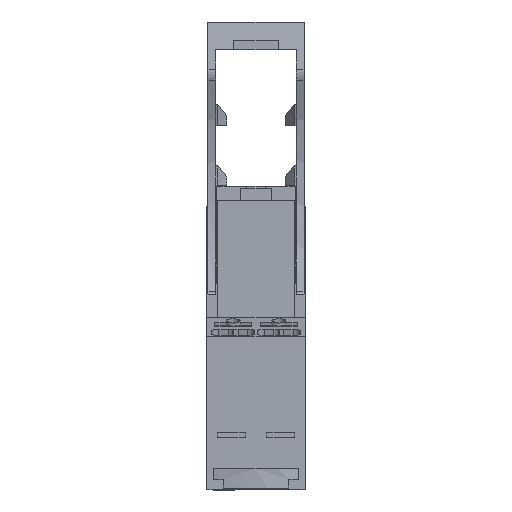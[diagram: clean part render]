
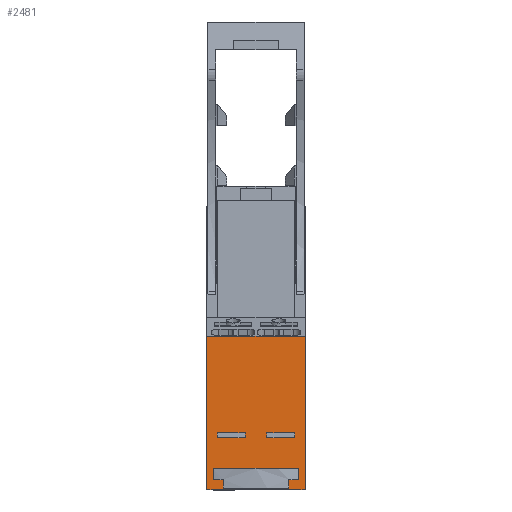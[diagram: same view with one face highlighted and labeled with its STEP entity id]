
A CAD part, front view. The second image highlights one B-rep face of the part: STEP entity #2481.
In plain terms, the highlighted planar face has unit normal (0, -1, 0).
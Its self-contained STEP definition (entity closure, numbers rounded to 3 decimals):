
#2297=AXIS2_PLACEMENT_3D('Plane Axis2P3D',#2294,#2295,#2296) ;
#217=CARTESIAN_POINT('Vertex',(0.,3.965,0.)) ;
#220=CARTESIAN_POINT('Line Origine',(0.,3.965,12.45)) ;
#224=CARTESIAN_POINT('Vertex',(0.,3.965,24.9)) ;
#2278=CARTESIAN_POINT('Vertex',(2.653,3.965,0.)) ;
#2281=CARTESIAN_POINT('Line Origine',(1.326,3.965,0.)) ;
#2294=CARTESIAN_POINT('Axis2P3D Location',(-0.15,3.965,24.9)) ;
#2299=CARTESIAN_POINT('Line Origine',(14.85,3.965,2.6)) ;
#2303=CARTESIAN_POINT('Vertex',(14.85,3.965,1.7)) ;
#2305=CARTESIAN_POINT('Vertex',(14.85,3.965,3.5)) ;
#2308=CARTESIAN_POINT('Line Origine',(14.049,3.965,1.7)) ;
#2312=CARTESIAN_POINT('Vertex',(13.247,3.965,1.7)) ;
#2315=CARTESIAN_POINT('Line Origine',(13.247,3.965,1.)) ;
#2319=CARTESIAN_POINT('Vertex',(13.247,3.965,0.3)) ;
#2322=CARTESIAN_POINT('Line Origine',(13.247,3.965,0.15)) ;
#2326=CARTESIAN_POINT('Vertex',(13.247,3.965,0.)) ;
#2329=CARTESIAN_POINT('Line Origine',(14.574,3.965,0.)) ;
#2333=CARTESIAN_POINT('Vertex',(15.9,3.965,0.)) ;
#2336=CARTESIAN_POINT('Line Origine',(15.9,3.965,12.45)) ;
#2340=CARTESIAN_POINT('Vertex',(15.9,3.965,24.9)) ;
#2343=CARTESIAN_POINT('Line Origine',(7.95,3.965,24.9)) ;
#2348=CARTESIAN_POINT('Line Origine',(2.653,3.965,0.15)) ;
#2352=CARTESIAN_POINT('Vertex',(2.653,3.965,0.3)) ;
#2355=CARTESIAN_POINT('Line Origine',(2.653,3.965,1.)) ;
#2359=CARTESIAN_POINT('Vertex',(2.653,3.965,1.7)) ;
#2362=CARTESIAN_POINT('Line Origine',(1.851,3.965,1.7)) ;
#2366=CARTESIAN_POINT('Vertex',(1.05,3.965,1.7)) ;
#2369=CARTESIAN_POINT('Line Origine',(1.05,3.965,2.6)) ;
#2373=CARTESIAN_POINT('Vertex',(1.05,3.965,3.5)) ;
#2376=CARTESIAN_POINT('Line Origine',(2.49,3.965,3.5)) ;
#2380=CARTESIAN_POINT('Vertex',(3.931,3.965,3.5)) ;
#2383=CARTESIAN_POINT('Line Origine',(7.95,3.965,3.5)) ;
#2387=CARTESIAN_POINT('Vertex',(11.969,3.965,3.5)) ;
#2390=CARTESIAN_POINT('Line Origine',(13.41,3.965,3.5)) ;
#2413=CARTESIAN_POINT('Line Origine',(11.95,3.965,9.3)) ;
#2417=CARTESIAN_POINT('Vertex',(14.2,3.965,9.3)) ;
#2419=CARTESIAN_POINT('Vertex',(9.7,3.965,9.3)) ;
#2422=CARTESIAN_POINT('Line Origine',(14.2,3.965,8.9)) ;
#2426=CARTESIAN_POINT('Vertex',(14.2,3.965,8.5)) ;
#2429=CARTESIAN_POINT('Line Origine',(11.95,3.965,8.5)) ;
#2433=CARTESIAN_POINT('Vertex',(9.7,3.965,8.5)) ;
#2436=CARTESIAN_POINT('Line Origine',(9.7,3.965,8.9)) ;
#2447=CARTESIAN_POINT('Line Origine',(1.7,3.965,8.9)) ;
#2451=CARTESIAN_POINT('Vertex',(1.7,3.965,9.3)) ;
#2453=CARTESIAN_POINT('Vertex',(1.7,3.965,8.5)) ;
#2456=CARTESIAN_POINT('Line Origine',(3.95,3.965,9.3)) ;
#2460=CARTESIAN_POINT('Vertex',(6.2,3.965,9.3)) ;
#2463=CARTESIAN_POINT('Line Origine',(6.2,3.965,8.9)) ;
#2467=CARTESIAN_POINT('Vertex',(6.2,3.965,8.5)) ;
#2470=CARTESIAN_POINT('Line Origine',(3.95,3.965,8.5)) ;
#221=DIRECTION('Vector Direction',(0.,0.,-1.)) ;
#2282=DIRECTION('Vector Direction',(1.,0.,0.)) ;
#2295=DIRECTION('Axis2P3D Direction',(0.,-1.,0.)) ;
#2296=DIRECTION('Axis2P3D XDirection',(0.,0.,-1.)) ;
#2300=DIRECTION('Vector Direction',(0.,0.,-1.)) ;
#2309=DIRECTION('Vector Direction',(-1.,0.,0.)) ;
#2316=DIRECTION('Vector Direction',(0.,0.,-1.)) ;
#2323=DIRECTION('Vector Direction',(0.,0.,-1.)) ;
#2330=DIRECTION('Vector Direction',(1.,0.,0.)) ;
#2337=DIRECTION('Vector Direction',(0.,0.,-1.)) ;
#2344=DIRECTION('Vector Direction',(1.,0.,0.)) ;
#2349=DIRECTION('Vector Direction',(0.,0.,1.)) ;
#2356=DIRECTION('Vector Direction',(0.,0.,1.)) ;
#2363=DIRECTION('Vector Direction',(-1.,0.,0.)) ;
#2370=DIRECTION('Vector Direction',(0.,0.,1.)) ;
#2377=DIRECTION('Vector Direction',(1.,0.,0.)) ;
#2384=DIRECTION('Vector Direction',(1.,0.,0.)) ;
#2391=DIRECTION('Vector Direction',(1.,0.,0.)) ;
#2414=DIRECTION('Vector Direction',(-1.,0.,0.)) ;
#2423=DIRECTION('Vector Direction',(0.,0.,1.)) ;
#2430=DIRECTION('Vector Direction',(1.,0.,0.)) ;
#2437=DIRECTION('Vector Direction',(0.,0.,-1.)) ;
#2448=DIRECTION('Vector Direction',(0.,0.,1.)) ;
#2457=DIRECTION('Vector Direction',(-1.,0.,0.)) ;
#2464=DIRECTION('Vector Direction',(0.,0.,-1.)) ;
#2471=DIRECTION('Vector Direction',(1.,0.,0.)) ;
#222=VECTOR('Line Direction',#221,1.) ;
#2283=VECTOR('Line Direction',#2282,1.) ;
#2301=VECTOR('Line Direction',#2300,1.) ;
#2310=VECTOR('Line Direction',#2309,1.) ;
#2317=VECTOR('Line Direction',#2316,1.) ;
#2324=VECTOR('Line Direction',#2323,1.) ;
#2331=VECTOR('Line Direction',#2330,1.) ;
#2338=VECTOR('Line Direction',#2337,1.) ;
#2345=VECTOR('Line Direction',#2344,1.) ;
#2350=VECTOR('Line Direction',#2349,1.) ;
#2357=VECTOR('Line Direction',#2356,1.) ;
#2364=VECTOR('Line Direction',#2363,1.) ;
#2371=VECTOR('Line Direction',#2370,1.) ;
#2378=VECTOR('Line Direction',#2377,1.) ;
#2385=VECTOR('Line Direction',#2384,1.) ;
#2392=VECTOR('Line Direction',#2391,1.) ;
#2415=VECTOR('Line Direction',#2414,1.) ;
#2424=VECTOR('Line Direction',#2423,1.) ;
#2431=VECTOR('Line Direction',#2430,1.) ;
#2438=VECTOR('Line Direction',#2437,1.) ;
#2449=VECTOR('Line Direction',#2448,1.) ;
#2458=VECTOR('Line Direction',#2457,1.) ;
#2465=VECTOR('Line Direction',#2464,1.) ;
#2472=VECTOR('Line Direction',#2471,1.) ;
#2396=ORIENTED_EDGE('',*,*,#2307,.F.) ;
#2397=ORIENTED_EDGE('',*,*,#2314,.F.) ;
#2398=ORIENTED_EDGE('',*,*,#2321,.F.) ;
#2399=ORIENTED_EDGE('',*,*,#2328,.F.) ;
#2400=ORIENTED_EDGE('',*,*,#2335,.T.) ;
#2401=ORIENTED_EDGE('',*,*,#2342,.F.) ;
#2402=ORIENTED_EDGE('',*,*,#2347,.F.) ;
#2403=ORIENTED_EDGE('',*,*,#226,.T.) ;
#2404=ORIENTED_EDGE('',*,*,#2285,.T.) ;
#2405=ORIENTED_EDGE('',*,*,#2354,.F.) ;
#2406=ORIENTED_EDGE('',*,*,#2361,.F.) ;
#2407=ORIENTED_EDGE('',*,*,#2368,.F.) ;
#2408=ORIENTED_EDGE('',*,*,#2375,.F.) ;
#2409=ORIENTED_EDGE('',*,*,#2382,.T.) ;
#2410=ORIENTED_EDGE('',*,*,#2389,.T.) ;
#2411=ORIENTED_EDGE('',*,*,#2394,.T.) ;
#2442=ORIENTED_EDGE('',*,*,#2421,.F.) ;
#2443=ORIENTED_EDGE('',*,*,#2428,.F.) ;
#2444=ORIENTED_EDGE('',*,*,#2435,.F.) ;
#2445=ORIENTED_EDGE('',*,*,#2440,.F.) ;
#2476=ORIENTED_EDGE('',*,*,#2455,.F.) ;
#2477=ORIENTED_EDGE('',*,*,#2462,.F.) ;
#2478=ORIENTED_EDGE('',*,*,#2469,.F.) ;
#2479=ORIENTED_EDGE('',*,*,#2474,.F.) ;
#2446=FACE_BOUND('',#2441,.T.) ;
#2480=FACE_BOUND('',#2475,.T.) ;
#2481=ADVANCED_FACE('KIT',(#2412,#2446,#2480),#2298,.T.) ;
#226=EDGE_CURVE('',#225,#218,#223,.T.) ;
#2285=EDGE_CURVE('',#218,#2279,#2284,.T.) ;
#2307=EDGE_CURVE('',#2304,#2306,#2302,.F.) ;
#2314=EDGE_CURVE('',#2313,#2304,#2311,.F.) ;
#2321=EDGE_CURVE('',#2320,#2313,#2318,.F.) ;
#2328=EDGE_CURVE('',#2327,#2320,#2325,.F.) ;
#2335=EDGE_CURVE('',#2327,#2334,#2332,.T.) ;
#2342=EDGE_CURVE('',#2341,#2334,#2339,.T.) ;
#2347=EDGE_CURVE('',#225,#2341,#2346,.T.) ;
#2354=EDGE_CURVE('',#2353,#2279,#2351,.F.) ;
#2361=EDGE_CURVE('',#2360,#2353,#2358,.F.) ;
#2368=EDGE_CURVE('',#2367,#2360,#2365,.F.) ;
#2375=EDGE_CURVE('',#2374,#2367,#2372,.F.) ;
#2382=EDGE_CURVE('',#2374,#2381,#2379,.T.) ;
#2389=EDGE_CURVE('',#2381,#2388,#2386,.T.) ;
#2394=EDGE_CURVE('',#2388,#2306,#2393,.T.) ;
#2421=EDGE_CURVE('',#2418,#2420,#2416,.T.) ;
#2428=EDGE_CURVE('',#2427,#2418,#2425,.T.) ;
#2435=EDGE_CURVE('',#2434,#2427,#2432,.T.) ;
#2440=EDGE_CURVE('',#2420,#2434,#2439,.T.) ;
#2455=EDGE_CURVE('',#2452,#2454,#2450,.F.) ;
#2462=EDGE_CURVE('',#2461,#2452,#2459,.T.) ;
#2469=EDGE_CURVE('',#2468,#2461,#2466,.F.) ;
#2474=EDGE_CURVE('',#2454,#2468,#2473,.T.) ;
#2395=EDGE_LOOP('',(#2396,#2397,#2398,#2399,#2400,#2401,#2402,#2403,#2404,#2405,#2406,#2407,#2408,#2409,#2410,#2411)) ;
#2441=EDGE_LOOP('',(#2442,#2443,#2444,#2445)) ;
#2475=EDGE_LOOP('',(#2476,#2477,#2478,#2479)) ;
#2412=FACE_OUTER_BOUND('',#2395,.T.) ;
#223=LINE('Line',#220,#222) ;
#2284=LINE('Line',#2281,#2283) ;
#2302=LINE('Line',#2299,#2301) ;
#2311=LINE('Line',#2308,#2310) ;
#2318=LINE('Line',#2315,#2317) ;
#2325=LINE('Line',#2322,#2324) ;
#2332=LINE('Line',#2329,#2331) ;
#2339=LINE('Line',#2336,#2338) ;
#2346=LINE('Line',#2343,#2345) ;
#2351=LINE('Line',#2348,#2350) ;
#2358=LINE('Line',#2355,#2357) ;
#2365=LINE('Line',#2362,#2364) ;
#2372=LINE('Line',#2369,#2371) ;
#2379=LINE('Line',#2376,#2378) ;
#2386=LINE('Line',#2383,#2385) ;
#2393=LINE('Line',#2390,#2392) ;
#2416=LINE('Line',#2413,#2415) ;
#2425=LINE('Line',#2422,#2424) ;
#2432=LINE('Line',#2429,#2431) ;
#2439=LINE('Line',#2436,#2438) ;
#2450=LINE('Line',#2447,#2449) ;
#2459=LINE('Line',#2456,#2458) ;
#2466=LINE('Line',#2463,#2465) ;
#2473=LINE('Line',#2470,#2472) ;
#2298=PLANE('',#2297) ;
#218=VERTEX_POINT('',#217) ;
#225=VERTEX_POINT('',#224) ;
#2279=VERTEX_POINT('',#2278) ;
#2304=VERTEX_POINT('',#2303) ;
#2306=VERTEX_POINT('',#2305) ;
#2313=VERTEX_POINT('',#2312) ;
#2320=VERTEX_POINT('',#2319) ;
#2327=VERTEX_POINT('',#2326) ;
#2334=VERTEX_POINT('',#2333) ;
#2341=VERTEX_POINT('',#2340) ;
#2353=VERTEX_POINT('',#2352) ;
#2360=VERTEX_POINT('',#2359) ;
#2367=VERTEX_POINT('',#2366) ;
#2374=VERTEX_POINT('',#2373) ;
#2381=VERTEX_POINT('',#2380) ;
#2388=VERTEX_POINT('',#2387) ;
#2418=VERTEX_POINT('',#2417) ;
#2420=VERTEX_POINT('',#2419) ;
#2427=VERTEX_POINT('',#2426) ;
#2434=VERTEX_POINT('',#2433) ;
#2452=VERTEX_POINT('',#2451) ;
#2454=VERTEX_POINT('',#2453) ;
#2461=VERTEX_POINT('',#2460) ;
#2468=VERTEX_POINT('',#2467) ;
